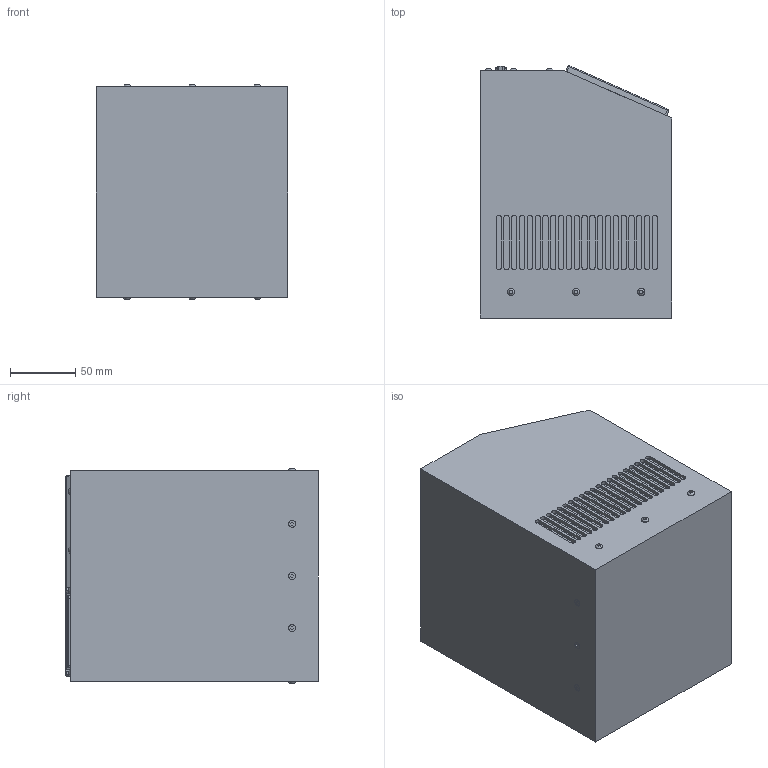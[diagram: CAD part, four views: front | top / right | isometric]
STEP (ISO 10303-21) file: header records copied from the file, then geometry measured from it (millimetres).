
FILE_DESCRIPTION (( 'STEP AP203' ), '1' );
FILE_NAME ('41211 - 405 VISICURE HEAD MAIN.STEP', '2018-04-13T17:32:55', ( '' ), ( '' ), 'SwSTEP 2.0', 'SolidWorks 2017', '' );
FILE_SCHEMA (( 'CONFIG_CONTROL_DESIGN' ));
Length unit declared in the file: inch
Products named in the file (1): 41211 - 405 VISICURE HEAD MAIN
Bounding box: 147.21 x 193.9 x 165.3 mm (x, y, z)
Volume: 4324747.1 mm3; surface area: 171971.6 mm2
Topology: 1 solids, 1 shells, 615 faces, 1468 edges, 991 vertices
Faces by surface type: plane 348, cylinder 158, cone 52, bspline 38, sphere 16, torus 3
Full cylindrical faces by diameter (mm): 1.3 x37, 2.261 x2, 5.35 x3, 5.7 x12
Entity records: 23203 total; most frequent: CARTESIAN_POINT 9359, DIRECTION 2758, ORIENTED_EDGE 2714, EDGE_CURVE 1357, VERTEX_POINT 938, LINE 922, VECTOR 922, AXIS2_PLACEMENT_3D 918
